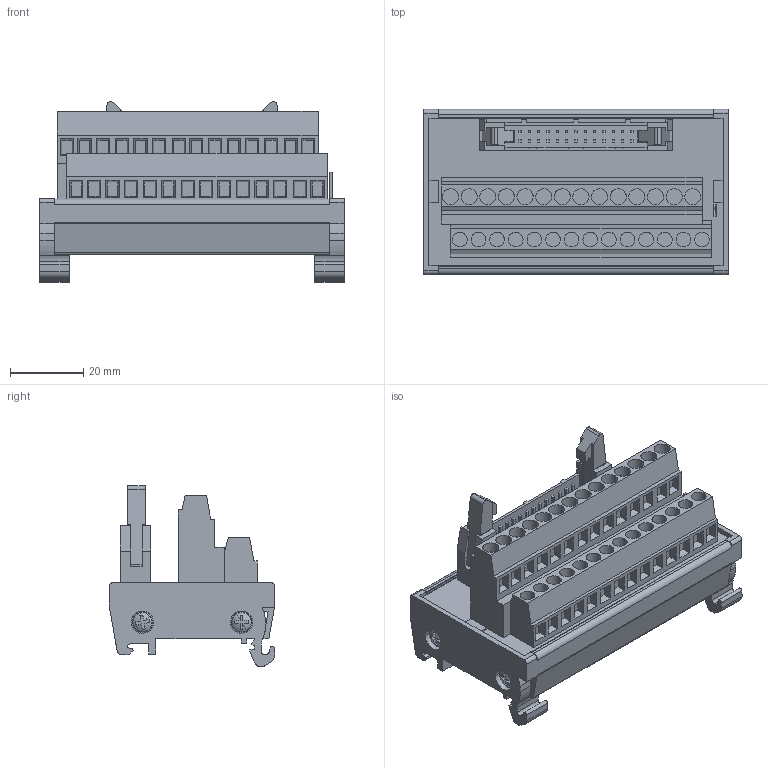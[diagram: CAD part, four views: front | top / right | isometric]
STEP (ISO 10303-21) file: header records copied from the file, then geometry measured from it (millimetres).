
FILE_DESCRIPTION(('CATIA V5R22 STEP214','CAx-IF Rec.Pracs.--- Model Styling and Organization---1.4--- 2014-01-23'),'2;1');
FILE_NAME ('031939-3_0', '2023-09-25T15:31:51+00:00', ('Weidmueller Interface'), ('Weidmueller'), 'CATIA Version 5-6 Release 2016 SP3 HF44', 'CATIA V5 STEP AP214', 'none');
FILE_SCHEMA(('AUTOMOTIVE_DESIGN { 1 0 10303 214 1 1 1 1 }'));
Length unit declared in the file: millimetre
Products named in the file (1): 3D_8213470000
Bounding box: 83 x 45 x 49.2 mm (x, y, z)
Volume: 52653.1 mm3; surface area: 40376 mm2
Topology: 1 solids, 3 shells, 1054 faces, 2908 edges, 1933 vertices
Faces by surface type: plane 841, cylinder 197, torus 8, sphere 8
Entity records: 35075 total; most frequent: CARTESIAN_POINT 7295, ORIENTED_EDGE 5816, DIRECTION 4860, EDGE_CURVE 2908, VECTOR 2315, LINE 2315, VERTEX_POINT 1933, AXIS2_PLACEMENT_3D 1492
